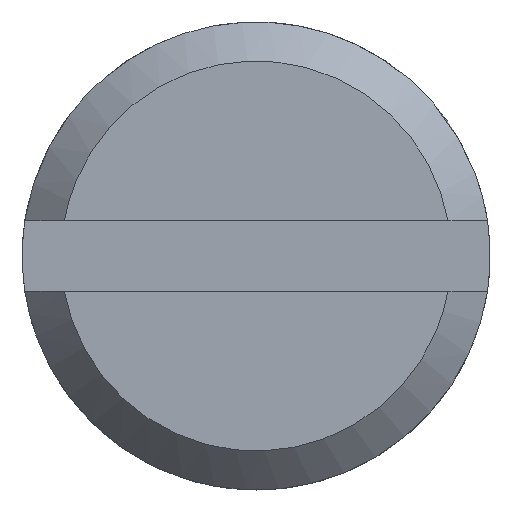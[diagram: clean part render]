
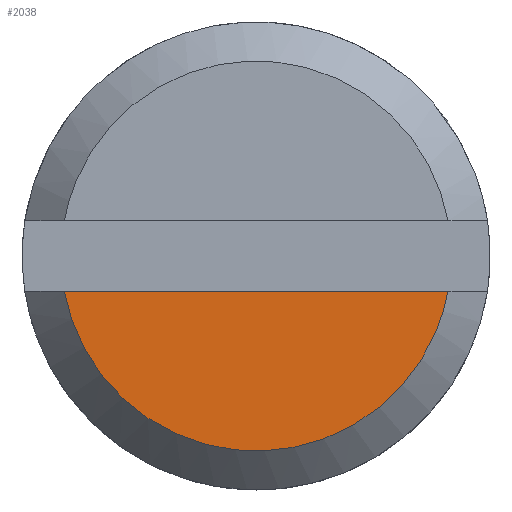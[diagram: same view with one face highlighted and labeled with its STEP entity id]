
A CAD part, front view. The second image highlights one B-rep face of the part: STEP entity #2038.
In plain terms, the highlighted free-form (B-spline) face has degree [1, 1] with [2, 2] control points.
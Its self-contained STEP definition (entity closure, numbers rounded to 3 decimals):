
#1811=CARTESIAN_POINT('',(-8.0,4.918,-0.9));
#1812=VERTEX_POINT('',#1811);
#1820=CARTESIAN_POINT('',(-8.0,-4.918,-0.9));
#1821=VERTEX_POINT('',#1820);
#1822=CARTESIAN_POINT('',(-8.0,4.918,-0.9));
#1823=CARTESIAN_POINT('',(-8.0,-4.918,-0.9));
#1824=QUASI_UNIFORM_CURVE('',1,(#1822,#1823),.UNSPECIFIED.,.F.,.U.);
#1825=EDGE_CURVE('',#1812,#1821,#1824,.T.);
#1969=CARTESIAN_POINT('',(-8.0,4.918,-0.9));
#1970=CARTESIAN_POINT('',(-8.0,4.168,-5.));
#1971=CARTESIAN_POINT('',(-8.0,0.0,-5.));
#1972=CARTESIAN_POINT('',(-8.0,-4.168,-5.));
#1973=CARTESIAN_POINT('',(-8.0,-4.918,-0.9));
#1981=(BOUNDED_CURVE()B_SPLINE_CURVE(2,(#1969,#1970,#1971,#1972,#1973),.UNSPECIFIED.,.F.,.U.)B_SPLINE_CURVE_WITH_KNOTS((3,2,3),(0.0,0.5,1.0),.UNSPECIFIED.)CURVE()GEOMETRIC_REPRESENTATION_ITEM()RATIONAL_B_SPLINE_CURVE((1.0,0.768,1.0,0.768,1.0))REPRESENTATION_ITEM(''));
#1982=EDGE_CURVE('',#1812,#1821,#1981,.T.);
#2029=CARTESIAN_POINT('',(-8.0,-5.41,-5.205));
#2030=CARTESIAN_POINT('',(-8.0,5.41,-5.205));
#2031=CARTESIAN_POINT('',(-8.0,-5.41,-0.695));
#2032=CARTESIAN_POINT('',(-8.0,5.41,-0.695));
#2033=B_SPLINE_SURFACE_WITH_KNOTS('',1,1,((#2029,#2031),(#2030,#2032)),.UNSPECIFIED.,.F.,.F.,.U.,(2,2),(2,2),(0.0,10.819),(0.0,4.51),.UNSPECIFIED.);
#2034=ORIENTED_EDGE('',*,*,#1825,.F.);
#2035=ORIENTED_EDGE('',*,*,#1982,.T.);
#2036=EDGE_LOOP('',(#2034,#2035));
#2037=FACE_OUTER_BOUND('',#2036,.T.);
#2038=ADVANCED_FACE('',(#2037),#2033,.F.);
